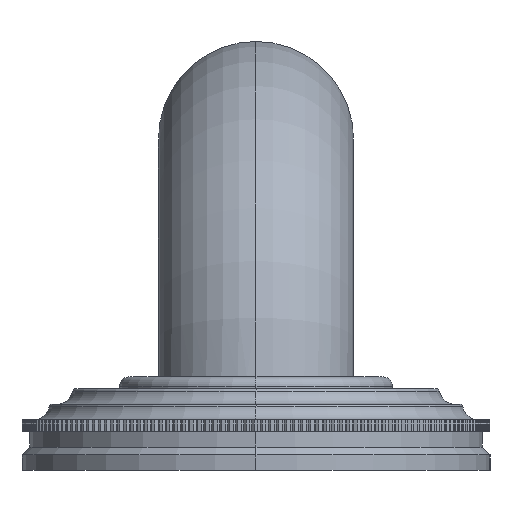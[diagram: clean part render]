
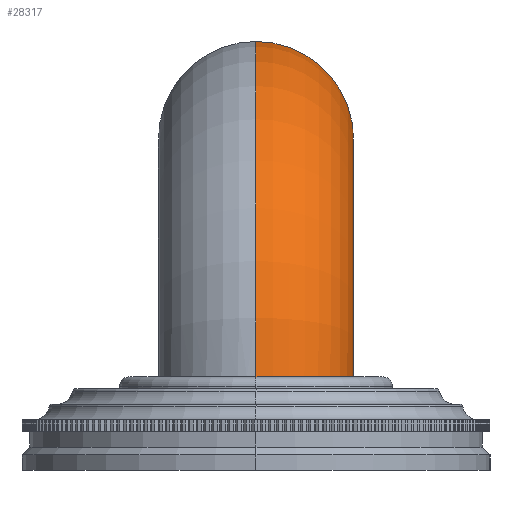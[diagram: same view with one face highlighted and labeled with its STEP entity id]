
A CAD part, left-side view. The second image highlights one B-rep face of the part: STEP entity #28317.
In plain terms, the highlighted toroidal (fillet/blend) face has major radius 41.275 mm and minor radius 15.875 mm.
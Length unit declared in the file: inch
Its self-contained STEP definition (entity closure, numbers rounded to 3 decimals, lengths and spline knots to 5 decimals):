
#7150=CARTESIAN_POINT('',(-14.375,0.,2.125));
#7151=DIRECTION('',(1.,0.,0.));
#7152=DIRECTION('',(0.,0.,1.));
#7153=AXIS2_PLACEMENT_3D('',#7150,#7151,#7152);
#7159=CARTESIAN_POINT('',(-14.375,0.,0.5));
#7160=DIRECTION('',(0.,1.,0.));
#7161=DIRECTION('',(-0.999,0.,0.044));
#7162=AXIS2_PLACEMENT_3D('',#7159,#7160,#7161);
#7164=CARTESIAN_POINT('',(-15.36999,0.,0.6));
#7200=CARTESIAN_POINT('',(-16.62278,0.,0.6));
#7202=CARTESIAN_POINT('',(-16.62278,0.,0.6));
#7203=CARTESIAN_POINT('',(-16.62278,-0.01928,0.6));
#7204=CARTESIAN_POINT('',(-16.621,-0.05766,0.6));
#7205=CARTESIAN_POINT('',(-16.61301,-0.11496,0.6));
#7206=CARTESIAN_POINT('',(-16.59979,-0.17116,0.6));
#7207=CARTESIAN_POINT('',(-16.58139,-0.22602,0.6));
#7208=CARTESIAN_POINT('',(-16.55806,-0.27882,0.6));
#7209=CARTESIAN_POINT('',(-16.52988,-0.3294,0.6));
#7210=CARTESIAN_POINT('',(-16.49725,-0.37701,0.6));
#7211=CARTESIAN_POINT('',(-16.46022,-0.42157,0.6));
#7212=CARTESIAN_POINT('',(-16.41939,-0.46238,0.6));
#7213=CARTESIAN_POINT('',(-16.37478,-0.4994,0.6));
#7214=CARTESIAN_POINT('',(-16.32711,-0.53203,0.6));
#7215=CARTESIAN_POINT('',(-16.27645,-0.56023,0.6));
#7216=CARTESIAN_POINT('',(-16.22354,-0.58357,0.6));
#7217=CARTESIAN_POINT('',(-16.16855,-0.60199,0.6));
#7218=CARTESIAN_POINT('',(-16.11219,-0.61522,0.6));
#7219=CARTESIAN_POINT('',(-16.05474,-0.62323,0.6));
#7220=CARTESIAN_POINT('',(-15.99683,-0.62589,0.6));
#7221=CARTESIAN_POINT('',(-15.93891,-0.62321,0.6));
#7222=CARTESIAN_POINT('',(-15.88141,-0.61519,0.6));
#7223=CARTESIAN_POINT('',(-15.82498,-0.60192,0.6));
#7224=CARTESIAN_POINT('',(-15.76989,-0.58346,0.6));
#7225=CARTESIAN_POINT('',(-15.71687,-0.56006,0.6));
#7226=CARTESIAN_POINT('',(-15.66608,-0.53179,0.6));
#7227=CARTESIAN_POINT('',(-15.61829,-0.49908,0.6));
#7228=CARTESIAN_POINT('',(-15.57357,-0.46199,0.6));
#7229=CARTESIAN_POINT('',(-15.53264,-0.4211,0.6));
#7230=CARTESIAN_POINT('',(-15.49554,-0.37648,0.6));
#7231=CARTESIAN_POINT('',(-15.46287,-0.32884,0.6));
#7232=CARTESIAN_POINT('',(-15.43466,-0.27826,0.6));
#7233=CARTESIAN_POINT('',(-15.41134,-0.22551,0.6));
#7234=CARTESIAN_POINT('',(-15.39295,-0.17073,0.6));
#7235=CARTESIAN_POINT('',(-15.37974,-0.11465,0.6));
#7236=CARTESIAN_POINT('',(-15.37176,-0.0575,0.6));
#7237=CARTESIAN_POINT('',(-15.36999,-0.01923,0.6));
#7238=CARTESIAN_POINT('',(-15.36999,0.,0.6));
#14292=CARTESIAN_POINT('',(-14.375,0.,0.5));
#14293=DIRECTION('',(0.,1.,0.));
#14294=DIRECTION('',(-0.995,0.,0.1));
#14295=AXIS2_PLACEMENT_3D('',#14292,#14293,#14294);
#18730=CARTESIAN_POINT('',(-14.375,0.,1.5));
#18731=CARTESIAN_POINT('',(-14.375,0.,2.75));
#18732=VERTEX_POINT('',#18730);
#18733=VERTEX_POINT('',#18731);
#18740=VERTEX_POINT('',#7164);
#18741=VERTEX_POINT('',#7200);
#28303=CARTESIAN_POINT('',(-14.375,0.,0.5));
#28304=DIRECTION('',(0.,1.,0.));
#28305=DIRECTION('',(1.,0.,0.));
#28306=AXIS2_PLACEMENT_3D('',#28303,#28304,#28305);
#28307=TOROIDAL_SURFACE('',#28306,1.625,0.625);
#28309=ORIENTED_EDGE('',*,*,#28308,.F.);
#28311=ORIENTED_EDGE('',*,*,#28310,.T.);
#28312=ORIENTED_EDGE('',*,*,#28293,.T.);
#28314=ORIENTED_EDGE('',*,*,#28313,.F.);
#28315=EDGE_LOOP('',(#28309,#28311,#28312,#28314));
#28316=FACE_OUTER_BOUND('',#28315,.F.);
#28317=ADVANCED_FACE('',(#28316),#28307,.T.);
#7154=CIRCLE('',#7153,0.625);
#7163=CIRCLE('',#7162,2.25);
#7239=B_SPLINE_CURVE_WITH_KNOTS('',3,(#7202,#7203,#7204,#7205,#7206,#7207,#7208,
#7209,#7210,#7211,#7212,#7213,#7214,#7215,#7216,#7217,#7218,#7219,#7220,#7221,
#7222,#7223,#7224,#7225,#7226,#7227,#7228,#7229,#7230,#7231,#7232,#7233,#7234,
#7235,#7236,#7237,#7238),.UNSPECIFIED.,.F.,.F.,(4,1,1,1,1,1,1,1,1,1,1,1,1,1,1,1,
1,1,1,1,1,1,1,1,1,1,1,1,1,1,1,1,1,1,4),(0.,0.02941,
0.05882,0.08824,0.11765,0.14706,
0.17647,0.20588,0.23529,0.26471,
0.29412,0.32353,0.35294,0.38235,
0.41176,0.44118,0.47059,0.5,0.52941,
0.55882,0.58824,0.61765,0.64706,
0.67647,0.70588,0.73529,0.76471,
0.79412,0.82353,0.85294,0.88235,
0.91176,0.94118,0.97059,1.),.UNSPECIFIED.);
#14296=CIRCLE('',#14295,1.);
#28293=EDGE_CURVE('',#18733,#18732,#7154,.T.);
#28308=EDGE_CURVE('',#18741,#18740,#7239,.T.);
#28310=EDGE_CURVE('',#18741,#18733,#7163,.T.);
#28313=EDGE_CURVE('',#18740,#18732,#14296,.T.);
